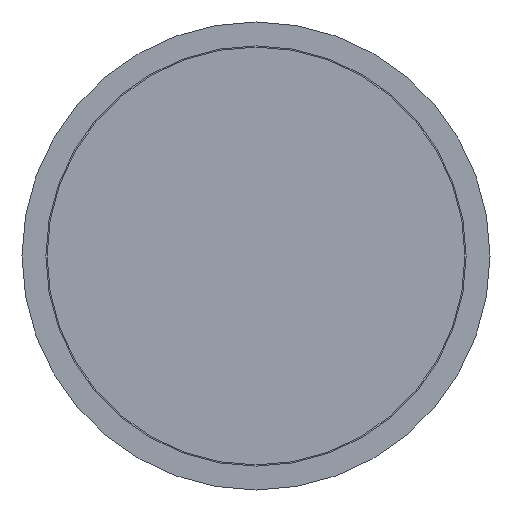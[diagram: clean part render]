
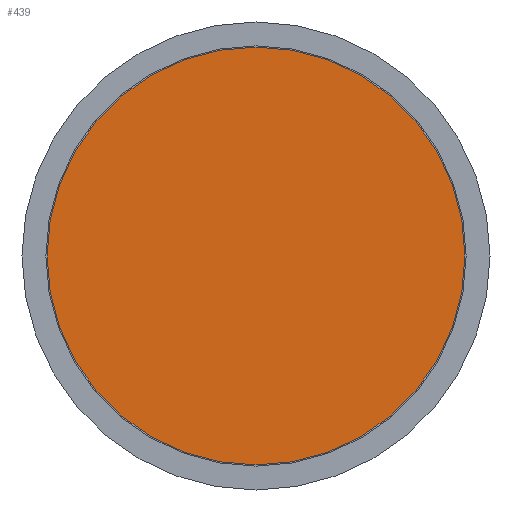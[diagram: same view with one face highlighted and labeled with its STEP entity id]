
A CAD part, front view. The second image highlights one B-rep face of the part: STEP entity #439.
In plain terms, the highlighted planar face has unit normal (0, -1, 0).
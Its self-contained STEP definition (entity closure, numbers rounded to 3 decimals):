
#15 = PLANE ( 'NONE',  #565 ) ;
#92 = AXIS2_PLACEMENT_3D ( 'NONE', #867, #791, #555 ) ;
#158 = ORIENTED_EDGE ( 'NONE', *, *, #858, .T. ) ;
#177 = DIRECTION ( 'NONE',  ( 0., 0., 1. ) ) ;
#188 = CARTESIAN_POINT ( 'NONE',  ( 0., 0., -43.75 ) ) ;
#351 = VERTEX_POINT ( 'NONE', #188 ) ;
#439 = ADVANCED_FACE ( 'NONE', ( #854 ), #15, .F. ) ;
#504 = CARTESIAN_POINT ( 'NONE',  ( -43.75, 0., 0. ) ) ;
#515 = EDGE_LOOP ( 'NONE', ( #158 ) ) ;
#555 = DIRECTION ( 'NONE',  ( 0., 0., -1. ) ) ;
#565 = AXIS2_PLACEMENT_3D ( 'NONE', #504, #576, #177 ) ;
#576 = DIRECTION ( 'NONE',  ( 0., 1., 0. ) ) ;
#619 = CIRCLE ( 'NONE', #92, 43.75 ) ;
#791 = DIRECTION ( 'NONE',  ( 0., -1., 0. ) ) ;
#854 = FACE_OUTER_BOUND ( 'NONE', #515, .T. ) ;
#858 = EDGE_CURVE ( 'NONE', #351, #351, #619, .T. ) ;
#867 = CARTESIAN_POINT ( 'NONE',  ( 0., 0., 0. ) ) ;
